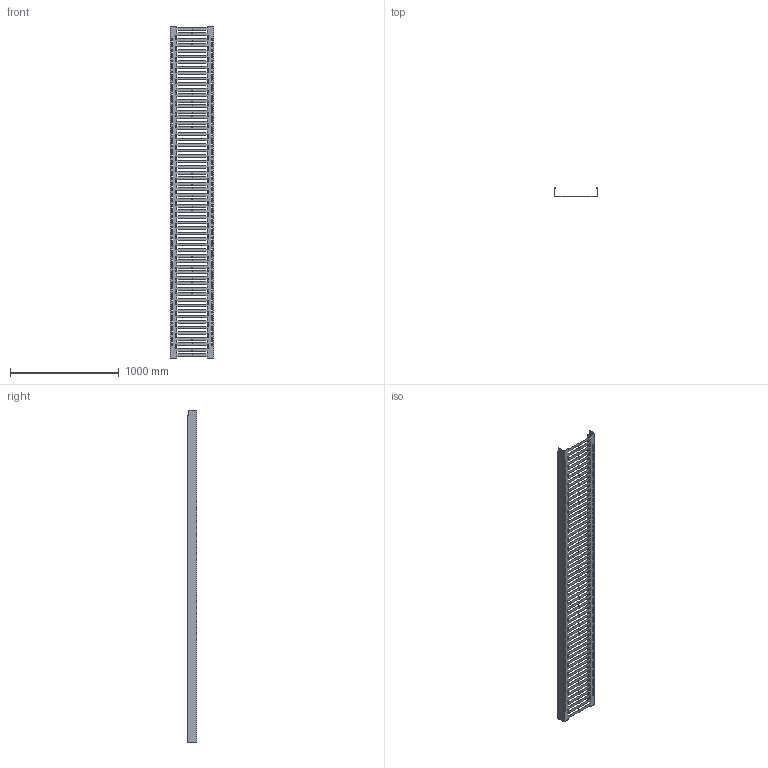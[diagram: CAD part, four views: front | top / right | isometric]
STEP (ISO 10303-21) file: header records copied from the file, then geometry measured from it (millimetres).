
FILE_DESCRIPTION (( 'STEP AP214' ), '1' );
FILE_NAME ('6059557_KSTP1.stp', '2018-06-18T07:24:31', ( '' ), ( '' ), 'SwSTEP 2.0', 'SolidWorks 2016', '' );
FILE_SCHEMA (( 'AUTOMOTIVE_DESIGN' ));
Length unit declared in the file: millimetre
Products named in the file (1): 6059557_KSTP1
Bounding box: 400 x 86 x 3050 mm (x, y, z)
Volume: 2020179.1 mm3; surface area: 2779316.7 mm2
Topology: 1 solids, 1 shells, 1342 faces, 3988 edges, 2648 vertices
Faces by surface type: cylinder 716, plane 626
Entity records: 46114 total; most frequent: DIRECTION 8106, CARTESIAN_POINT 7979, ORIENTED_EDGE 7976, EDGE_CURVE 3988, AXIS2_PLACEMENT_3D 2775, VERTEX_POINT 2648, VECTOR 2556, LINE 2556
